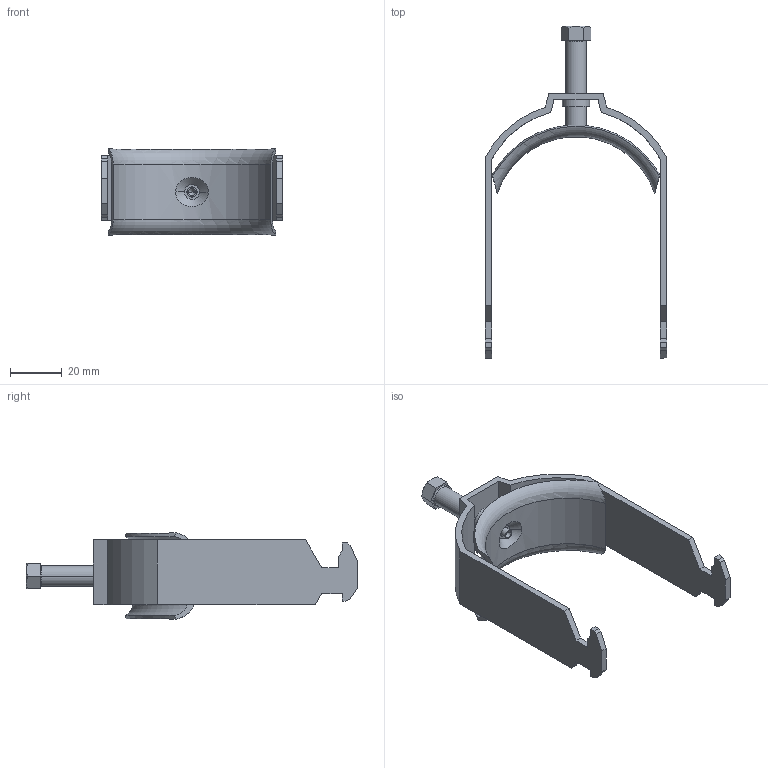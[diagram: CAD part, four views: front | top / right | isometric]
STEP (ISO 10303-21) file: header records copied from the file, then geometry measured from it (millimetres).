
FILE_DESCRIPTION (( 'STEP AP214' ), '1' );
FILE_NAME ('1186162.STEP', '2023-09-04T13:09:35', ( '' ), ( '' ), 'SwSTEP 2.0', 'SolidWorks 2022', '' );
FILE_SCHEMA (( 'AUTOMOTIVE_DESIGN' ));
Length unit declared in the file: millimetre
Products named in the file (4): 142313_Druckschraube - M8 x 33; 157100_1Fach; 203472_Standard; 1186162
Assembly tree (3 placements, depth 2):
  1186162
    157100_1Fach
    142313_Druckschraube - M8 x 33
    203472_Standard
Bounding box: 70 x 128 x 33.36 mm (x, y, z)
Volume: 20666.6 mm3; surface area: 20336.7 mm2
Topology: 3 solids, 3 shells, 255 faces, 675 edges, 450 vertices
Faces by surface type: plane 149, bspline 54, cylinder 34, cone 10, torus 8
Entity records: 12785 total; most frequent: CARTESIAN_POINT 6212, ORIENTED_EDGE 1342, DIRECTION 1021, EDGE_CURVE 671, VERTEX_POINT 450, VECTOR 407, LINE 407, AXIS2_PLACEMENT_3D 307
